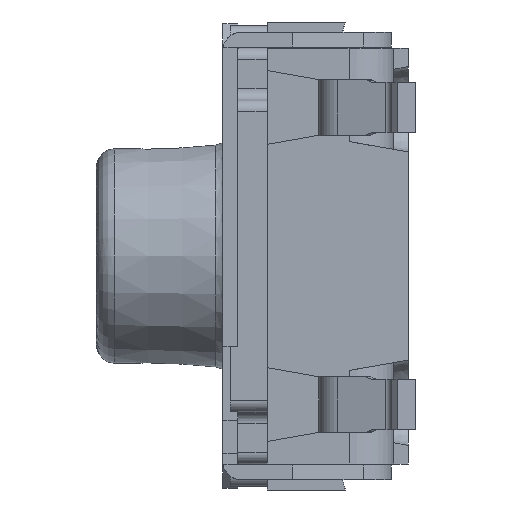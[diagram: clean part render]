
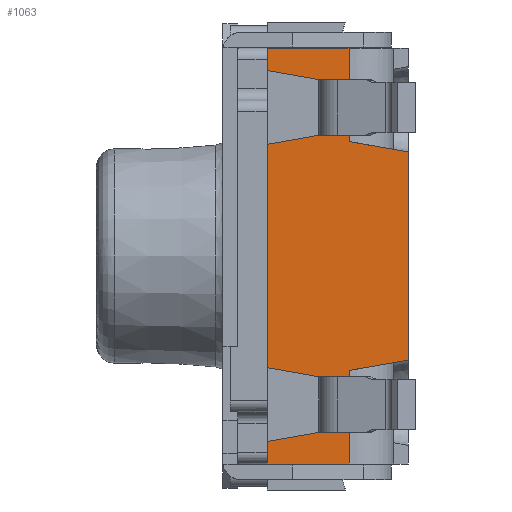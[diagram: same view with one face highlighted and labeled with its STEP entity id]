
A CAD part, left-side view. The second image highlights one B-rep face of the part: STEP entity #1063.
In plain terms, the highlighted planar face has unit normal (-1, 0, 0).
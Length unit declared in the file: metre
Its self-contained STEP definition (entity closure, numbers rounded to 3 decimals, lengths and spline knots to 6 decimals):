
#1063 = ADVANCED_FACE( '', ( #2403 ), #2404, .T. );
#2403 = FACE_OUTER_BOUND( '', #4011, .T. );
#2404 = PLANE( '', #4012 );
#4011 = EDGE_LOOP( '', ( #7294, #7295, #7296, #7297, #7298, #7299, #7300, #7301, #7302, #7303, #7304, #7305, #7306, #7307, #7308, #7309, #7310, #7311, #7312, #7313 ) );
#4012 = AXIS2_PLACEMENT_3D( '', #7314, #7315, #7316 );
#7294 = ORIENTED_EDGE( '', *, *, #11286, .T. );
#7295 = ORIENTED_EDGE( '', *, *, #11287, .T. );
#7296 = ORIENTED_EDGE( '', *, *, #11288, .T. );
#7297 = ORIENTED_EDGE( '', *, *, #11289, .T. );
#7298 = ORIENTED_EDGE( '', *, *, #11290, .T. );
#7299 = ORIENTED_EDGE( '', *, *, #10890, .T. );
#7300 = ORIENTED_EDGE( '', *, *, #11291, .T. );
#7301 = ORIENTED_EDGE( '', *, *, #10233, .T. );
#7302 = ORIENTED_EDGE( '', *, *, #10547, .T. );
#7303 = ORIENTED_EDGE( '', *, *, #11292, .T. );
#7304 = ORIENTED_EDGE( '', *, *, #11119, .T. );
#7305 = ORIENTED_EDGE( '', *, *, #11293, .F. );
#7306 = ORIENTED_EDGE( '', *, *, #11233, .T. );
#7307 = ORIENTED_EDGE( '', *, *, #11294, .T. );
#7308 = ORIENTED_EDGE( '', *, *, #10792, .T. );
#7309 = ORIENTED_EDGE( '', *, *, #11295, .T. );
#7310 = ORIENTED_EDGE( '', *, *, #11296, .T. );
#7311 = ORIENTED_EDGE( '', *, *, #11297, .F. );
#7312 = ORIENTED_EDGE( '', *, *, #11298, .T. );
#7313 = ORIENTED_EDGE( '', *, *, #11299, .T. );
#7314 = CARTESIAN_POINT( '', ( -0.00315, 0.00069, 0.0028 ) );
#7315 = DIRECTION( '', ( -1., 0., 0. ) );
#7316 = DIRECTION( '', ( 0., 0., 1. ) );
#10233 = EDGE_CURVE( '', #12517, #12515, #12518, .F. );
#10547 = EDGE_CURVE( '', #12515, #12704, #13050, .T. );
#10792 = EDGE_CURVE( '', #13452, #13450, #13453, .T. );
#10890 = EDGE_CURVE( '', #13593, #12699, #13594, .T. );
#11119 = EDGE_CURVE( '', #13924, #13922, #13925, .F. );
#11233 = EDGE_CURVE( '', #14089, #14087, #14090, .T. );
#11286 = EDGE_CURVE( '', #12650, #14161, #14162, .F. );
#11287 = EDGE_CURVE( '', #14161, #14163, #14164, .F. );
#11288 = EDGE_CURVE( '', #14163, #12655, #14165, .T. );
#11289 = EDGE_CURVE( '', #12655, #14166, #14167, .T. );
#11290 = EDGE_CURVE( '', #14166, #13593, #14168, .T. );
#11291 = EDGE_CURVE( '', #12699, #12517, #14169, .F. );
#11292 = EDGE_CURVE( '', #12704, #13924, #14170, .T. );
#11293 = EDGE_CURVE( '', #14089, #13922, #14171, .T. );
#11294 = EDGE_CURVE( '', #14087, #13452, #14172, .T. );
#11295 = EDGE_CURVE( '', #13450, #14173, #14174, .T. );
#11296 = EDGE_CURVE( '', #14173, #14175, #14176, .T. );
#11297 = EDGE_CURVE( '', #14177, #14175, #14178, .F. );
#11298 = EDGE_CURVE( '', #14177, #14179, #14180, .T. );
#11299 = EDGE_CURVE( '', #14179, #12650, #14181, .T. );
#12515 = VERTEX_POINT( '', #15784 );
#12517 = VERTEX_POINT( '', #15787 );
#12518 = LINE( '', #15788, #15789 );
#12650 = VERTEX_POINT( '', #15977 );
#12655 = VERTEX_POINT( '', #15984 );
#12699 = VERTEX_POINT( '', #16048 );
#12704 = VERTEX_POINT( '', #16055 );
#13050 = LINE( '', #16537, #16538 );
#13450 = VERTEX_POINT( '', #17100 );
#13452 = VERTEX_POINT( '', #17103 );
#13453 = LINE( '', #17104, #17105 );
#13593 = VERTEX_POINT( '', #17337 );
#13594 = LINE( '', #17338, #17339 );
#13922 = VERTEX_POINT( '', #17816 );
#13924 = VERTEX_POINT( '', #17819 );
#13925 = LINE( '', #17820, #17821 );
#14087 = VERTEX_POINT( '', #18077 );
#14089 = VERTEX_POINT( '', #18079 );
#14090 = LINE( '', #18080, #18081 );
#14161 = VERTEX_POINT( '', #18183 );
#14162 = LINE( '', #18184, #18185 );
#14163 = VERTEX_POINT( '', #18186 );
#14164 = LINE( '', #18187, #18188 );
#14165 = LINE( '', #18189, #18190 );
#14166 = VERTEX_POINT( '', #18191 );
#14167 = LINE( '', #18192, #18193 );
#14168 = LINE( '', #18194, #18195 );
#14169 = LINE( '', #18196, #18197 );
#14170 = LINE( '', #18198, #18199 );
#14171 = LINE( '', #18200, #18201 );
#14172 = LINE( '', #18202, #18203 );
#14173 = VERTEX_POINT( '', #18204 );
#14174 = LINE( '', #18205, #18206 );
#14175 = VERTEX_POINT( '', #18207 );
#14176 = LINE( '', #18208, #18209 );
#14177 = VERTEX_POINT( '', #18210 );
#14178 = LINE( '', #18211, #18212 );
#14179 = VERTEX_POINT( '', #18213 );
#14180 = LINE( '', #18214, #18215 );
#14181 = LINE( '', #18216, #18217 );
#15784 = CARTESIAN_POINT( '', ( -0.00315, -0.00025, -0.002375 ) );
#15787 = CARTESIAN_POINT( '', ( -0.00315, -0.00025, -0.001625 ) );
#15788 = CARTESIAN_POINT( '', ( -0.00315, -0.00025, 0.0028 ) );
#15789 = VECTOR( '', #19685, 1. );
#15977 = CARTESIAN_POINT( '', ( -0.00315, 0., 0.002375 ) );
#15984 = CARTESIAN_POINT( '', ( -0.00315, 0., 0.001625 ) );
#16048 = CARTESIAN_POINT( '', ( -0.00315, 0., -0.001625 ) );
#16055 = CARTESIAN_POINT( '', ( -0.00315, 0., -0.002375 ) );
#16537 = CARTESIAN_POINT( '', ( -0.00315, 0.00069, -0.002375 ) );
#16538 = VECTOR( '', #20019, 1. );
#17100 = CARTESIAN_POINT( '', ( -0.00315, -0.00121, 0.0014 ) );
#17103 = CARTESIAN_POINT( '', ( -0.00315, -0.00121, -0.0014 ) );
#17104 = CARTESIAN_POINT( '', ( -0.00315, -0.00121, 0.0028 ) );
#17105 = VECTOR( '', #20294, 1. );
#17337 = CARTESIAN_POINT( '', ( -0.00315, 0.00069, -0.001503 ) );
#17338 = CARTESIAN_POINT( '', ( -0.00315, 0., -0.001625 ) );
#17339 = VECTOR( '', #20386, 1. );
#17816 = CARTESIAN_POINT( '', ( -0.00315, 0.00069, -0.0028 ) );
#17819 = CARTESIAN_POINT( '', ( -0.00315, 0.00069, -0.002497 ) );
#17820 = CARTESIAN_POINT( '', ( -0.00315, 0.00069, 0.0028 ) );
#17821 = VECTOR( '', #20618, 1. );
#18077 = CARTESIAN_POINT( '', ( -0.00315, -0.00041, -0.001541 ) );
#18079 = CARTESIAN_POINT( '', ( -0.00315, -0.00041, -0.0028 ) );
#18080 = CARTESIAN_POINT( '', ( -0.00315, -0.00041, 0.0028 ) );
#18081 = VECTOR( '', #20722, 1. );
#18183 = CARTESIAN_POINT( '', ( -0.00315, -0.00025, 0.002375 ) );
#18184 = CARTESIAN_POINT( '', ( -0.00315, 0.00069, 0.002375 ) );
#18185 = VECTOR( '', #20769, 1. );
#18186 = CARTESIAN_POINT( '', ( -0.00315, -0.00025, 0.001625 ) );
#18187 = CARTESIAN_POINT( '', ( -0.00315, -0.00025, 0.0028 ) );
#18188 = VECTOR( '', #20770, 1. );
#18189 = CARTESIAN_POINT( '', ( -0.00315, 0.00069, 0.001625 ) );
#18190 = VECTOR( '', #20771, 1. );
#18191 = CARTESIAN_POINT( '', ( -0.00315, 0.00069, 0.001503 ) );
#18192 = CARTESIAN_POINT( '', ( -0.00315, 0.00069, 0.001503 ) );
#18193 = VECTOR( '', #20772, 1. );
#18194 = CARTESIAN_POINT( '', ( -0.00315, 0.00069, 0. ) );
#18195 = VECTOR( '', #20773, 1. );
#18196 = CARTESIAN_POINT( '', ( -0.00315, 0.00069, -0.001625 ) );
#18197 = VECTOR( '', #20774, 1. );
#18198 = CARTESIAN_POINT( '', ( -0.00315, 0., -0.002375 ) );
#18199 = VECTOR( '', #20775, 1. );
#18200 = CARTESIAN_POINT( '', ( -0.00315, 0.00069, -0.0028 ) );
#18201 = VECTOR( '', #20776, 1. );
#18202 = CARTESIAN_POINT( '', ( -0.00315, -0.00041, -0.001541 ) );
#18203 = VECTOR( '', #20777, 1. );
#18204 = CARTESIAN_POINT( '', ( -0.00315, -0.00041, 0.001541 ) );
#18205 = CARTESIAN_POINT( '', ( -0.00315, -0.00121, 0.0014 ) );
#18206 = VECTOR( '', #20778, 1. );
#18207 = CARTESIAN_POINT( '', ( -0.00315, -0.00041, 0.0028 ) );
#18208 = CARTESIAN_POINT( '', ( -0.00315, -0.00041, 0.0028 ) );
#18209 = VECTOR( '', #20779, 1. );
#18210 = CARTESIAN_POINT( '', ( -0.00315, 0.00069, 0.0028 ) );
#18211 = CARTESIAN_POINT( '', ( -0.00315, 0.00069, 0.0028 ) );
#18212 = VECTOR( '', #20780, 1. );
#18213 = CARTESIAN_POINT( '', ( -0.00315, 0.00069, 0.002497 ) );
#18214 = CARTESIAN_POINT( '', ( -0.00315, 0.00069, 0. ) );
#18215 = VECTOR( '', #20781, 1. );
#18216 = CARTESIAN_POINT( '', ( -0.00315, 0.00069, 0.002497 ) );
#18217 = VECTOR( '', #20782, 1. );
#19685 = DIRECTION( '', ( 0., 0., 1. ) );
#20019 = DIRECTION( '', ( 0., 1., 0. ) );
#20294 = DIRECTION( '', ( 0., 0., 1. ) );
#20386 = DIRECTION( '', ( 0., -0.985, -0.174 ) );
#20618 = DIRECTION( '', ( 0., 0., 1. ) );
#20722 = DIRECTION( '', ( 0., 0., 1. ) );
#20769 = DIRECTION( '', ( 0., 1., 0. ) );
#20770 = DIRECTION( '', ( 0., 0., 1. ) );
#20771 = DIRECTION( '', ( 0., 1., 0. ) );
#20772 = DIRECTION( '', ( 0., 0.985, -0.174 ) );
#20773 = DIRECTION( '', ( 0., 0., -1. ) );
#20774 = DIRECTION( '', ( 0., 1., 0. ) );
#20775 = DIRECTION( '', ( 0., 0.985, -0.174 ) );
#20776 = DIRECTION( '', ( 0., 1., 0. ) );
#20777 = DIRECTION( '', ( 0., -0.985, 0.174 ) );
#20778 = DIRECTION( '', ( 0., 0.985, 0.174 ) );
#20779 = DIRECTION( '', ( 0., 0., 1. ) );
#20780 = DIRECTION( '', ( 0., 1., 0. ) );
#20781 = DIRECTION( '', ( 0., 0., -1. ) );
#20782 = DIRECTION( '', ( 0., -0.985, -0.174 ) );
